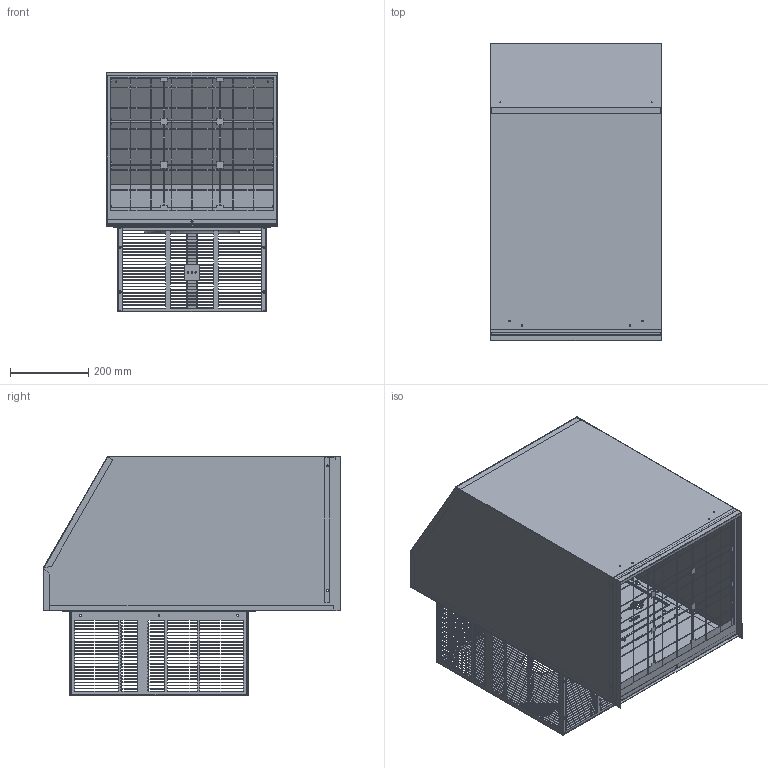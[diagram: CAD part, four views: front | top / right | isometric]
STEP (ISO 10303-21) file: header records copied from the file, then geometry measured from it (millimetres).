
FILE_DESCRIPTION (( 'STEP AP203' ), '1' );
FILE_NAME ('KNP355FL.STEP', '2025-09-22T19:16:30', ( '' ), ( '' ), 'SwSTEP 2.0', 'SolidWorks 2024', '' );
FILE_SCHEMA (( 'CONFIG_CONTROL_DESIGN' ));
Products named in the file (1): KNP355FL
Bounding box: 440.33 x 762 x 613.44 mm (x, y, z)
Volume: 1785886.8 mm3; surface area: 3778217 mm2
Topology: 7 solids, 7 shells, 3195 faces, 9128 edges, 5976 vertices
Faces by surface type: plane 2399, cylinder 788, bspline 4, torus 4
Entity records: 105947 total; most frequent: CARTESIAN_POINT 18504, ORIENTED_EDGE 18256, DIRECTION 17106, EDGE_CURVE 9128, VECTOR 7510, LINE 7510, VERTEX_POINT 5976, AXIS2_PLACEMENT_3D 4798
